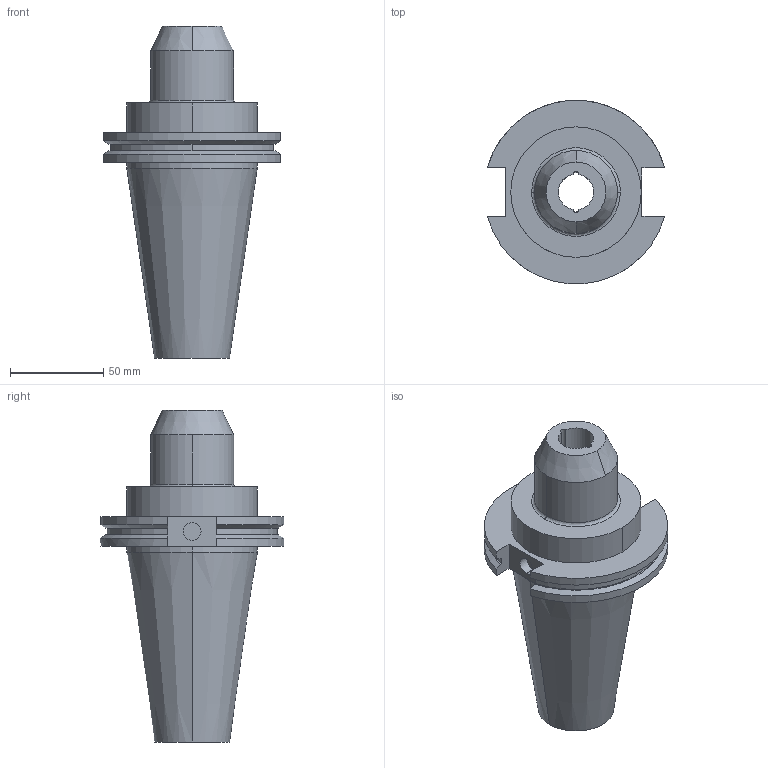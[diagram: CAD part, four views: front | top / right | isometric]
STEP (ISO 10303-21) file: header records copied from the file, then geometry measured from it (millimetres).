
FILE_DESCRIPTION (( 'STEP AP203' ), '1' );
FILE_NAME ('STP-TE-22941-3B.STEP', '2018-08-27T02:22:32', ( '' ), ( '' ), 'SwSTEP 2.0', 'SolidWorks 2015', '' );
FILE_SCHEMA (( 'CONFIG_CONTROL_DESIGN' ));
Length unit declared in the file: millimetre
Products named in the file (1): STP-TE-22941-3B
Bounding box: 94.95 x 98.24 x 177.8 mm (x, y, z)
Volume: 418563.9 mm3; surface area: 56691.6 mm2
Topology: 1 solids, 1 shells, 62 faces, 151 edges, 98 vertices
Faces by surface type: cylinder 28, plane 19, cone 13, bspline 2
Entity records: 2324 total; most frequent: CARTESIAN_POINT 746, DIRECTION 333, ORIENTED_EDGE 302, EDGE_CURVE 151, AXIS2_PLACEMENT_3D 133, VERTEX_POINT 98, CIRCLE 72, EDGE_LOOP 71
